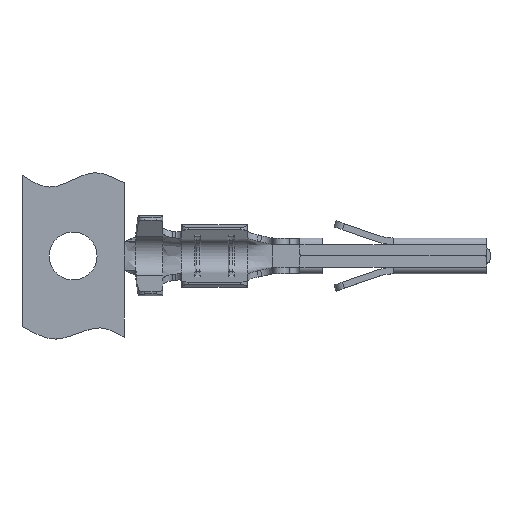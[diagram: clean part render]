
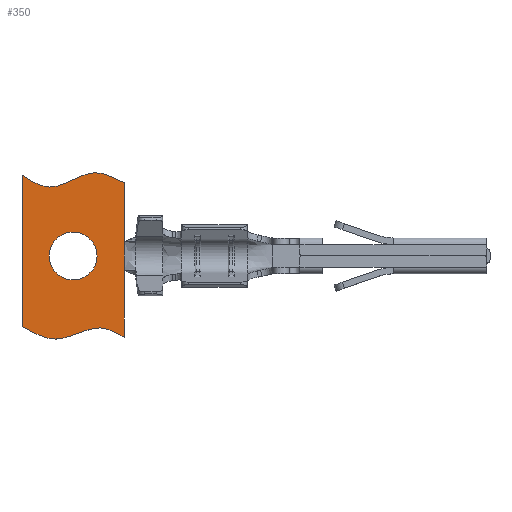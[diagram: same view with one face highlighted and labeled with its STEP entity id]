
A CAD part, top view. The second image highlights one B-rep face of the part: STEP entity #350.
In plain terms, the highlighted planar face has unit normal (0, 0, 1).
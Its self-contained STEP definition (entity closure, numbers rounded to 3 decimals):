
#350 = ADVANCED_FACE( '', ( #844, #845 ), #846, .T. );
#844 = FACE_OUTER_BOUND( '', #3311, .T. );
#845 = FACE_BOUND( '', #3312, .T. );
#846 = PLANE( '', #3313 );
#3311 = EDGE_LOOP( '', ( #4763, #4764, #4765, #4766, #4767, #4768 ) );
#3312 = EDGE_LOOP( '', ( #4769 ) );
#3313 = AXIS2_PLACEMENT_3D( '', #4770, #4771, #4772 );
#4763 = ORIENTED_EDGE( '', *, *, #6298, .T. );
#4764 = ORIENTED_EDGE( '', *, *, #6231, .T. );
#4765 = ORIENTED_EDGE( '', *, *, #6270, .T. );
#4766 = ORIENTED_EDGE( '', *, *, #6407, .T. );
#4767 = ORIENTED_EDGE( '', *, *, #6408, .T. );
#4768 = ORIENTED_EDGE( '', *, *, #6409, .T. );
#4769 = ORIENTED_EDGE( '', *, *, #6410, .T. );
#4770 = CARTESIAN_POINT( '', ( -7.949, -2.478, -0.625 ) );
#4771 = DIRECTION( '', ( 0., 0., 1. ) );
#4772 = DIRECTION( '', ( 1., 0., 0. ) );
#6231 = EDGE_CURVE( '', #7129, #7127, #7130, .T. );
#6270 = EDGE_CURVE( '', #7127, #7195, #7197, .F. );
#6298 = EDGE_CURVE( '', #7241, #7129, #7242, .T. );
#6407 = EDGE_CURVE( '', #7195, #7414, #7415, .T. );
#6408 = EDGE_CURVE( '', #7414, #7416, #7417, .T. );
#6409 = EDGE_CURVE( '', #7416, #7241, #7418, .T. );
#6410 = EDGE_CURVE( '', #7419, #7419, #7420, .T. );
#7127 = VERTEX_POINT( '', #8436 );
#7129 = VERTEX_POINT( '', #8439 );
#7130 = LINE( '', #8440, #8441 );
#7195 = VERTEX_POINT( '', #8686 );
#7197 = LINE( '', #8691, #8692 );
#7241 = VERTEX_POINT( '', #8755 );
#7242 = B_SPLINE_CURVE_WITH_KNOTS( '', 3, ( #8756, #8757, #8758, #8759, #8760, #8761 ), .UNSPECIFIED., .F., .F., ( 4, 1, 1, 4 ), ( 0., 0.342, 0.778, 1. ), .UNSPECIFIED. );
#7414 = VERTEX_POINT( '', #9314 );
#7415 = LINE( '', #9315, #9316 );
#7416 = VERTEX_POINT( '', #9317 );
#7417 = B_SPLINE_CURVE_WITH_KNOTS( '', 3, ( #9318, #9319, #9320, #9321, #9322, #9323 ), .UNSPECIFIED., .F., .F., ( 4, 1, 1, 4 ), ( 0., 0.303, 0.725, 1. ), .UNSPECIFIED. );
#7418 = LINE( '', #9324, #9325 );
#7419 = VERTEX_POINT( '', #9326 );
#7420 = CIRCLE( '', #9327, 0.75 );
#8436 = CARTESIAN_POINT( '', ( -6.35, -0.45, -0.625 ) );
#8439 = CARTESIAN_POINT( '', ( -6.35, -2.543, -0.625 ) );
#8440 = CARTESIAN_POINT( '', ( -6.35, -2.543, -0.625 ) );
#8441 = VECTOR( '', #10371, 1000. );
#8686 = CARTESIAN_POINT( '', ( -6.35, 0.45, -0.625 ) );
#8691 = CARTESIAN_POINT( '', ( -6.35, 0.45, -0.625 ) );
#8692 = VECTOR( '', #10390, 1000. );
#8755 = CARTESIAN_POINT( '', ( -9.55, -2.212, -0.625 ) );
#8756 = CARTESIAN_POINT( '', ( -9.55, -2.212, -0.625 ) );
#8757 = CARTESIAN_POINT( '', ( -9.176, -2.403, -0.625 ) );
#8758 = CARTESIAN_POINT( '', ( -8.398, -2.878, -0.625 ) );
#8759 = CARTESIAN_POINT( '', ( -7.237, -2.019, -0.625 ) );
#8760 = CARTESIAN_POINT( '', ( -6.59, -2.412, -0.625 ) );
#8761 = CARTESIAN_POINT( '', ( -6.35, -2.543, -0.625 ) );
#9314 = CARTESIAN_POINT( '', ( -6.35, 2.291, -0.625 ) );
#9315 = CARTESIAN_POINT( '', ( -6.35, -2.543, -0.625 ) );
#9316 = VECTOR( '', #10517, 1000. );
#9317 = CARTESIAN_POINT( '', ( -9.55, 2.529, -0.625 ) );
#9318 = CARTESIAN_POINT( '', ( -6.35, 2.291, -0.625 ) );
#9319 = CARTESIAN_POINT( '', ( -6.677, 2.45, -0.625 ) );
#9320 = CARTESIAN_POINT( '', ( -7.434, 2.866, -0.625 ) );
#9321 = CARTESIAN_POINT( '', ( -8.551, 1.879, -0.625 ) );
#9322 = CARTESIAN_POINT( '', ( -9.256, 2.351, -0.625 ) );
#9323 = CARTESIAN_POINT( '', ( -9.55, 2.529, -0.625 ) );
#9324 = CARTESIAN_POINT( '', ( -9.55, 2.529, -0.625 ) );
#9325 = VECTOR( '', #10518, 1000. );
#9326 = CARTESIAN_POINT( '', ( -7.2, 0., -0.625 ) );
#9327 = AXIS2_PLACEMENT_3D( '', #10519, #10520, #10521 );
#10371 = DIRECTION( '', ( 0., 1., 0. ) );
#10390 = DIRECTION( '', ( 0., -1., 0. ) );
#10517 = DIRECTION( '', ( 0., 1., 0. ) );
#10518 = DIRECTION( '', ( 0., -1., 0. ) );
#10519 = CARTESIAN_POINT( '', ( -7.95, 0., -0.625 ) );
#10520 = DIRECTION( '', ( 0., 0., -1. ) );
#10521 = DIRECTION( '', ( 1., 0., 0. ) );
